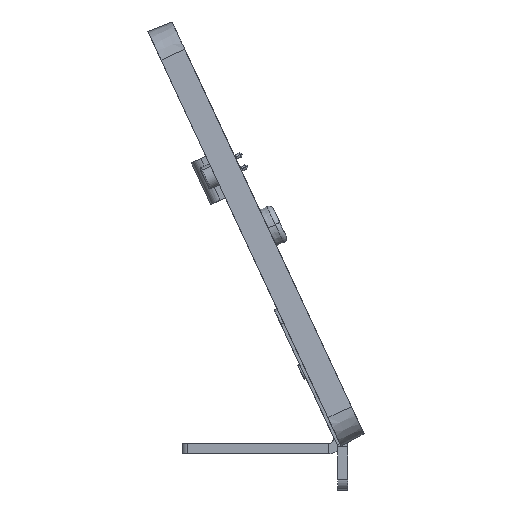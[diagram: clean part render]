
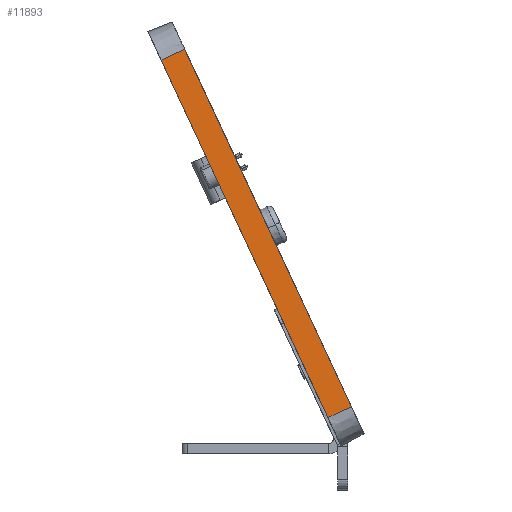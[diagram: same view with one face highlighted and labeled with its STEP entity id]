
A CAD part, left-side view. The second image highlights one B-rep face of the part: STEP entity #11893.
In plain terms, the highlighted face is planar.
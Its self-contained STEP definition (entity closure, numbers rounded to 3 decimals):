
#1824 = EDGE_LOOP ( 'NONE', ( #18689, #17446, #17328, #3241 ) ) ;
#1940 = EDGE_CURVE ( 'NONE', #10840, #16692, #11869, .T. ) ;
#3241 = ORIENTED_EDGE ( 'NONE', *, *, #16606, .F. ) ;
#4485 = VECTOR ( 'NONE', #8118, 1000. ) ;
#5396 = VECTOR ( 'NONE', #7471, 1000. ) ;
#6476 = CARTESIAN_POINT ( 'NONE',  ( -428.969, -242.503, -8. ) ) ;
#7256 = VECTOR ( 'NONE', #12957, 1000. ) ;
#7471 = DIRECTION ( 'NONE',  ( -0.052, 0., 0.999 ) ) ;
#8118 = DIRECTION ( 'NONE',  ( 0., -1., 0. ) ) ;
#8641 = EDGE_CURVE ( 'NONE', #10840, #13795, #19255, .T. ) ;
#8997 = PLANE ( 'NONE',  #15987 ) ;
#9348 = EDGE_CURVE ( 'NONE', #15779, #13795, #19917, .T. ) ;
#10059 = CARTESIAN_POINT ( 'NONE',  ( -428.969, -318.703, -8. ) ) ;
#10840 = VERTEX_POINT ( 'NONE', #13207 ) ;
#11869 = LINE ( 'NONE', #19672, #4485 ) ;
#11893 = ADVANCED_FACE ( 'NONE', ( #18275 ), #8997, .T. ) ;
#12957 = DIRECTION ( 'NONE',  ( -0.052, 0., 0.999 ) ) ;
#13059 = CARTESIAN_POINT ( 'NONE',  ( -428.969, 0., -8. ) ) ;
#13207 = CARTESIAN_POINT ( 'NONE',  ( -428.707, -242.503, -13. ) ) ;
#13795 = VERTEX_POINT ( 'NONE', #21341 ) ;
#15779 = VERTEX_POINT ( 'NONE', #10059 ) ;
#15987 = AXIS2_PLACEMENT_3D ( 'NONE', #21749, #16349, #23447 ) ;
#16223 = LINE ( 'NONE', #22211, #7256 ) ;
#16313 = DIRECTION ( 'NONE',  ( 0., 1., 0. ) ) ;
#16349 = DIRECTION ( 'NONE',  ( 0.999, 0., 0.052 ) ) ;
#16606 = EDGE_CURVE ( 'NONE', #16692, #15779, #16223, .T. ) ;
#16692 = VERTEX_POINT ( 'NONE', #20180 ) ;
#17328 = ORIENTED_EDGE ( 'NONE', *, *, #9348, .F. ) ;
#17446 = ORIENTED_EDGE ( 'NONE', *, *, #8641, .T. ) ;
#18275 = FACE_OUTER_BOUND ( 'NONE', #1824, .T. ) ;
#18689 = ORIENTED_EDGE ( 'NONE', *, *, #1940, .F. ) ;
#19255 = LINE ( 'NONE', #6476, #5396 ) ;
#19672 = CARTESIAN_POINT ( 'NONE',  ( -428.707, 0., -13. ) ) ;
#19917 = LINE ( 'NONE', #13059, #23501 ) ;
#20180 = CARTESIAN_POINT ( 'NONE',  ( -428.707, -318.703, -13. ) ) ;
#21341 = CARTESIAN_POINT ( 'NONE',  ( -428.969, -242.503, -8. ) ) ;
#21749 = CARTESIAN_POINT ( 'NONE',  ( -428.969, 0., -8. ) ) ;
#22211 = CARTESIAN_POINT ( 'NONE',  ( -428.969, -318.703, -8. ) ) ;
#23447 = DIRECTION ( 'NONE',  ( 0.052, 0., -0.999 ) ) ;
#23501 = VECTOR ( 'NONE', #16313, 1000. ) ;
